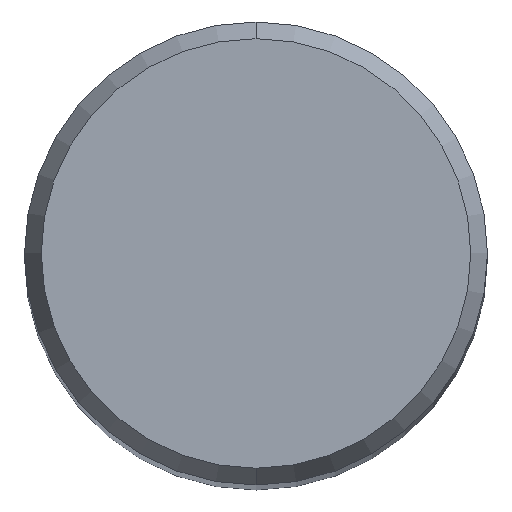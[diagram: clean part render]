
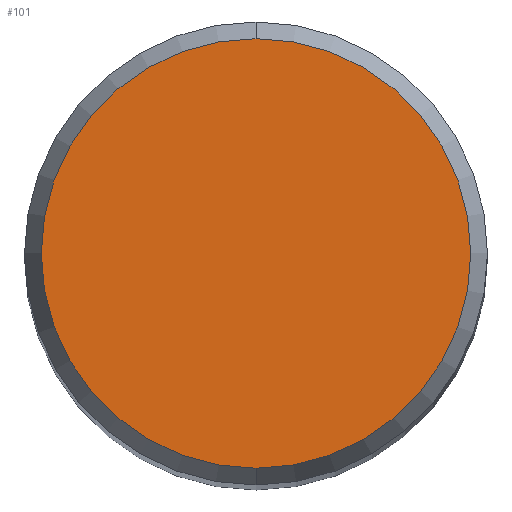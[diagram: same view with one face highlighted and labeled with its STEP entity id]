
A CAD part, top view. The second image highlights one B-rep face of the part: STEP entity #101.
In plain terms, the highlighted planar face has unit normal (0, 0, 1).
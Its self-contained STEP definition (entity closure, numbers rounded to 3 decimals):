
#101=ADVANCED_FACE('',(#252),#253,.T.);
#107=VERTEX_POINT('',#259);
#133=EDGE_CURVE('',#199,#107,#290,.T.);
#199=VERTEX_POINT('',#364);
#221=EDGE_CURVE('',#107,#199,#387,.T.);
#252=FACE_OUTER_BOUND('',#414,.T.);
#253=PLANE('',#415);
#259=CARTESIAN_POINT('',(0.0,2.946,0.0));
#290=CIRCLE('',#461,2.946);
#364=CARTESIAN_POINT('',(0.,-2.946,0.0));
#387=CIRCLE('',#587,2.946);
#414=EDGE_LOOP('',(#603,#604));
#415=AXIS2_PLACEMENT_3D('',#605,#606,#607);
#461=AXIS2_PLACEMENT_3D('',#652,#653,#654);
#587=AXIS2_PLACEMENT_3D('',#773,#774,#775);
#603=ORIENTED_EDGE('',*,*,#221,.F.);
#604=ORIENTED_EDGE('',*,*,#133,.F.);
#605=CARTESIAN_POINT('',(0.0,1.473,0.0));
#606=DIRECTION('',(-0.0,0.0,1.0));
#607=DIRECTION('',(0.0,-1.0,0.0));
#652=CARTESIAN_POINT('',(0.0,0.0,0.0));
#653=DIRECTION('',(0.0,0.0,-1.0));
#654=DIRECTION('',(0.0,1.0,0.0));
#773=CARTESIAN_POINT('',(0.0,0.0,0.0));
#774=DIRECTION('',(0.0,0.0,-1.0));
#775=DIRECTION('',(0.0,1.0,0.0));
